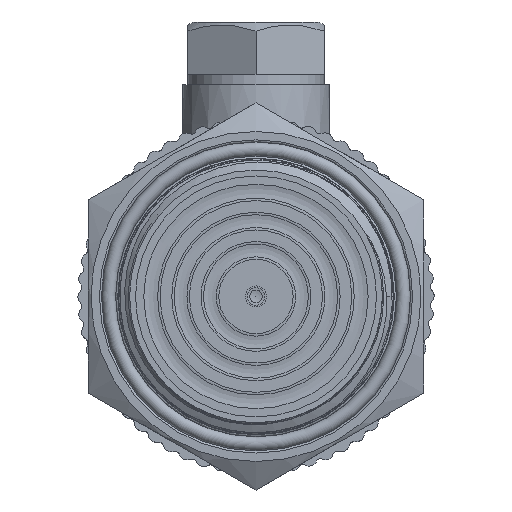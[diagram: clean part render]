
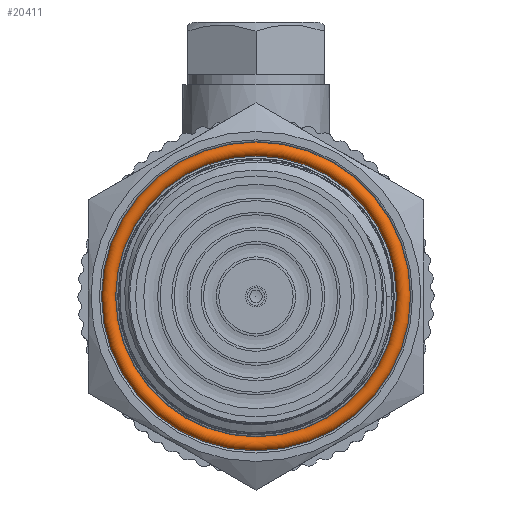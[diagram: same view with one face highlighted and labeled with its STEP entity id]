
A CAD part, left-side view. The second image highlights one B-rep face of the part: STEP entity #20411.
In plain terms, the highlighted toroidal (fillet/blend) face has major radius 14.075 mm and minor radius 0.675 mm.
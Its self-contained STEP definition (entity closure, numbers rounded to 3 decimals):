
#833=TOROIDAL_SURFACE('',#21853,14.075,0.675);
#2166=FACE_OUTER_BOUND('',#3380,.T.);
#3380=EDGE_LOOP('',(#18909,#18910,#18911,#18912));
#4089=CIRCLE('',#21854,0.675);
#4090=CIRCLE('',#21855,13.4);
#9501=VERTEX_POINT('',#71361);
#12637=EDGE_CURVE('',#9501,#9501,#4089,.T.);
#12638=EDGE_CURVE('',#9501,#9501,#4090,.T.);
#18909=ORIENTED_EDGE('',*,*,#12637,.F.);
#18910=ORIENTED_EDGE('',*,*,#12638,.T.);
#18911=ORIENTED_EDGE('',*,*,#12637,.T.);
#18912=ORIENTED_EDGE('',*,*,#12638,.F.);
#20411=ADVANCED_FACE('',(#2166),#833,.T.);
#21853=AXIS2_PLACEMENT_3D('',#71360,#25549,#25550);
#21854=AXIS2_PLACEMENT_3D('',#71362,#25551,#25552);
#21855=AXIS2_PLACEMENT_3D('',#71363,#25553,#25554);
#25549=DIRECTION('center_axis',(1.,0.,0.));
#25550=DIRECTION('ref_axis',(0.,0.,-1.));
#25551=DIRECTION('center_axis',(0.,-1.,0.));
#25552=DIRECTION('ref_axis',(0.,0.,1.));
#25553=DIRECTION('center_axis',(-1.,0.,0.));
#25554=DIRECTION('ref_axis',(0.,0.,-1.));
#71360=CARTESIAN_POINT('Origin',(17.2,0.,0.));
#71361=CARTESIAN_POINT('',(17.2,0.,13.4));
#71362=CARTESIAN_POINT('Origin',(17.2,0.,14.075));
#71363=CARTESIAN_POINT('Origin',(17.2,0.,0.));
